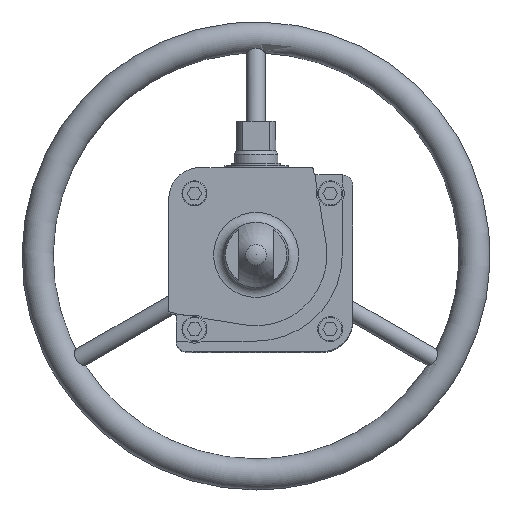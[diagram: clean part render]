
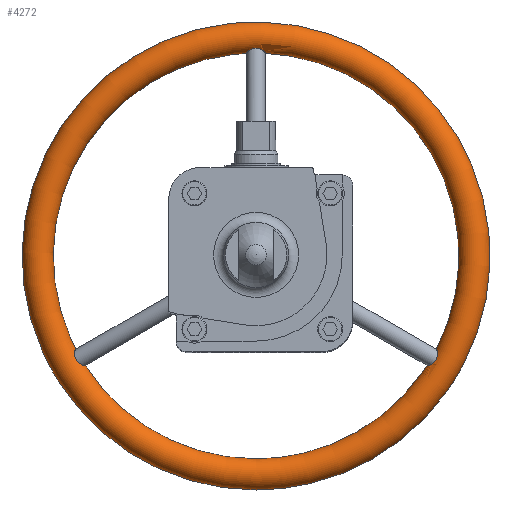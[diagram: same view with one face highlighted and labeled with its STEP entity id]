
A CAD part, top view. The second image highlights one B-rep face of the part: STEP entity #4272.
In plain terms, the highlighted toroidal (fillet/blend) face has major radius 140 mm and minor radius 10 mm.
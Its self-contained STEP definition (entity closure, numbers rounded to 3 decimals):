
#93=TOROIDAL_SURFACE('',#4625,140.,10.);
#107=B_SPLINE_CURVE_WITH_KNOTS('',3,(#6689,#6690,#6691,#6692,#6693,#6694,
#6695,#6696,#6697,#6698,#6699,#6700,#6701,#6702,#6703,#6704,#6705,#6706,
#6707),.UNSPECIFIED.,.T.,.F.,(1,1,1,1,1,1,1,1,1,1,1,1,1,1,1,1,1,1,1,1,1,
1,1),(-0.007,-0.005,-0.002,0.,
0.002,0.005,0.007,0.01,
0.012,0.015,0.017,0.019,
0.022,0.024,0.027,0.029,
0.031,0.034,0.036,0.039,
0.041,0.044,0.046),.UNSPECIFIED.);
#108=B_SPLINE_CURVE_WITH_KNOTS('',3,(#6709,#6710,#6711,#6712,#6713,#6714,
#6715,#6716,#6717,#6718,#6719,#6720,#6721,#6722,#6723,#6724,#6725,#6726,
#6727),.UNSPECIFIED.,.T.,.F.,(1,1,1,1,1,1,1,1,1,1,1,1,1,1,1,1,1,1,1,1,1,
1,1),(-0.007,-0.005,-0.002,0.,
0.002,0.005,0.007,0.01,
0.012,0.014,0.017,0.019,
0.022,0.024,0.027,0.029,
0.031,0.034,0.036,0.039,
0.041,0.043,0.046),.UNSPECIFIED.);
#109=B_SPLINE_CURVE_WITH_KNOTS('',3,(#6729,#6730,#6731,#6732,#6733,#6734,
#6735,#6736,#6737,#6738,#6739,#6740,#6741,#6742,#6743,#6744,#6745,#6746,
#6747),.UNSPECIFIED.,.T.,.F.,(1,1,1,1,1,1,1,1,1,1,1,1,1,1,1,1,1,1,1,1,1,
1,1),(-0.007,-0.005,-0.002,0.,
0.002,0.005,0.007,0.01,
0.012,0.015,0.017,0.019,
0.022,0.024,0.027,0.029,
0.031,0.034,0.036,0.039,
0.041,0.044,0.046),.UNSPECIFIED.);
#1162=ORIENTED_EDGE('',*,*,#2274,.F.);
#1163=ORIENTED_EDGE('',*,*,#2275,.T.);
#1164=ORIENTED_EDGE('',*,*,#2276,.T.);
#2274=EDGE_CURVE('',#2820,#2820,#107,.T.);
#2275=EDGE_CURVE('',#2821,#2821,#108,.T.);
#2276=EDGE_CURVE('',#2822,#2822,#109,.T.);
#2820=VERTEX_POINT('',#6708);
#2821=VERTEX_POINT('',#6728);
#2822=VERTEX_POINT('',#6748);
#3382=EDGE_LOOP('',(#1162));
#3383=EDGE_LOOP('',(#1163));
#3384=EDGE_LOOP('',(#1164));
#3786=FACE_BOUND('',#3382,.T.);
#3787=FACE_BOUND('',#3383,.T.);
#3788=FACE_BOUND('',#3384,.T.);
#4272=ADVANCED_FACE('',(#3786,#3787,#3788),#93,.T.);
#4625=AXIS2_PLACEMENT_3D('',#6688,#5274,#5275);
#5274=DIRECTION('',(0.,0.,-1.));
#5275=DIRECTION('',(-1.,0.,0.));
#6688=CARTESIAN_POINT('',(0.,0.,-255.8));
#6689=CARTESIAN_POINT('',(-5.612,129.815,-256.475));
#6690=CARTESIAN_POINT('',(-4.269,130.253,-258.524));
#6691=CARTESIAN_POINT('',(-2.382,130.876,-259.98));
#6692=CARTESIAN_POINT('',(0.03,131.229,-260.583));
#6693=CARTESIAN_POINT('',(2.447,130.859,-259.947));
#6694=CARTESIAN_POINT('',(4.316,130.236,-258.471));
#6695=CARTESIAN_POINT('',(5.631,129.812,-256.423));
#6696=CARTESIAN_POINT('',(6.168,129.912,-253.993));
#6697=CARTESIAN_POINT('',(5.695,130.68,-251.655));
#6698=CARTESIAN_POINT('',(4.352,131.801,-249.887));
#6699=CARTESIAN_POINT('',(2.401,132.837,-248.782));
#6700=CARTESIAN_POINT('',(-0.011,133.305,-248.383));
#6701=CARTESIAN_POINT('',(-2.441,132.824,-248.793));
#6702=CARTESIAN_POINT('',(-4.389,131.776,-249.919));
#6703=CARTESIAN_POINT('',(-5.71,130.663,-251.694));
#6704=CARTESIAN_POINT('',(-6.168,129.905,-254.029));
#6705=CARTESIAN_POINT('',(-5.612,129.815,-256.475));
#6706=CARTESIAN_POINT('',(-4.269,130.253,-258.524));
#6707=CARTESIAN_POINT('',(-2.382,130.876,-259.98));
#6708=CARTESIAN_POINT('',(-4.178,130.284,-258.425));
#6709=CARTESIAN_POINT('',(109.363,-70.173,-254.87));
#6710=CARTESIAN_POINT('',(109.903,-69.488,-257.23));
#6711=CARTESIAN_POINT('',(111.125,-68.433,-259.072));
#6712=CARTESIAN_POINT('',(112.678,-66.949,-260.3));
#6713=CARTESIAN_POINT('',(114.041,-64.835,-260.505));
#6714=CARTESIAN_POINT('',(114.71,-62.615,-259.527));
#6715=CARTESIAN_POINT('',(115.043,-60.856,-257.851));
#6716=CARTESIAN_POINT('',(115.341,-59.767,-255.646));
#6717=CARTESIAN_POINT('',(115.732,-59.745,-253.176));
#6718=CARTESIAN_POINT('',(116.146,-60.905,-250.992));
#6719=CARTESIAN_POINT('',(116.349,-62.829,-249.446));
#6720=CARTESIAN_POINT('',(116.074,-65.126,-248.563));
#6721=CARTESIAN_POINT('',(114.967,-67.363,-248.43));
#6722=CARTESIAN_POINT('',(113.174,-68.987,-249.097));
#6723=CARTESIAN_POINT('',(111.332,-69.947,-250.442));
#6724=CARTESIAN_POINT('',(109.896,-70.347,-252.43));
#6725=CARTESIAN_POINT('',(109.363,-70.173,-254.87));
#6726=CARTESIAN_POINT('',(109.903,-69.488,-257.23));
#6727=CARTESIAN_POINT('',(111.125,-68.433,-259.072));
#6728=CARTESIAN_POINT('',(110.016,-69.426,-257.144));
#6729=CARTESIAN_POINT('',(-114.668,-62.814,-259.659));
#6730=CARTESIAN_POINT('',(-113.936,-65.067,-260.544));
#6731=CARTESIAN_POINT('',(-112.519,-67.123,-260.214));
#6732=CARTESIAN_POINT('',(-110.98,-68.558,-258.91));
#6733=CARTESIAN_POINT('',(-109.809,-69.576,-257.008));
#6734=CARTESIAN_POINT('',(-109.366,-70.212,-254.633));
#6735=CARTESIAN_POINT('',(-110.,-70.334,-252.216));
#6736=CARTESIAN_POINT('',(-111.5,-69.879,-250.284));
#6737=CARTESIAN_POINT('',(-113.356,-68.862,-249.004));
#6738=CARTESIAN_POINT('',(-115.097,-67.189,-248.41));
#6739=CARTESIAN_POINT('',(-116.129,-64.916,-248.612));
#6740=CARTESIAN_POINT('',(-116.345,-62.629,-249.562));
#6741=CARTESIAN_POINT('',(-116.113,-60.762,-251.167));
#6742=CARTESIAN_POINT('',(-115.695,-59.698,-253.386));
#6743=CARTESIAN_POINT('',(-115.311,-59.825,-255.861));
#6744=CARTESIAN_POINT('',(-115.016,-60.998,-258.035));
#6745=CARTESIAN_POINT('',(-114.668,-62.814,-259.659));
#6746=CARTESIAN_POINT('',(-113.936,-65.067,-260.544));
#6747=CARTESIAN_POINT('',(-112.519,-67.123,-260.214));
#6748=CARTESIAN_POINT('',(-113.822,-65.034,-260.342));
